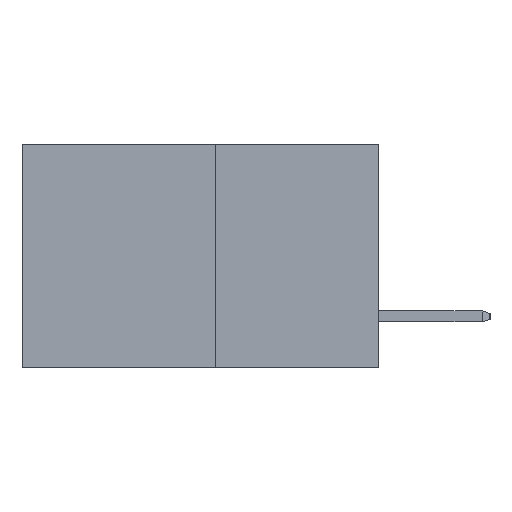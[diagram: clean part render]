
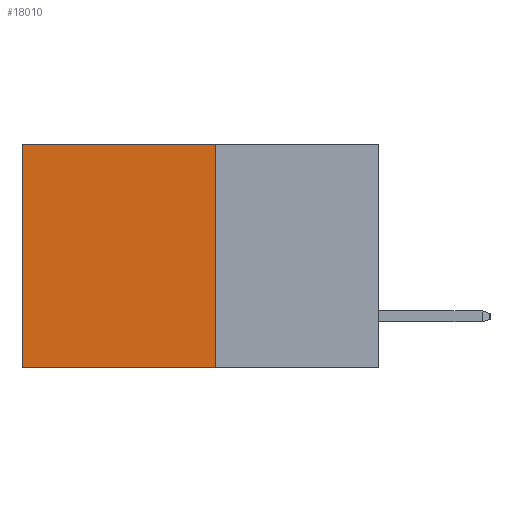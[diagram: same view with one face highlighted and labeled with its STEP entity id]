
A CAD part, left-side view. The second image highlights one B-rep face of the part: STEP entity #18010.
In plain terms, the highlighted planar face has unit normal (-1, 0, 0).
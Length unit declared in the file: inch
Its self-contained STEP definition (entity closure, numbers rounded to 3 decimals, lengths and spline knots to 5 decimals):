
#89 = CARTESIAN_POINT ( 'NONE',  ( 0.277, 0.27, -0.37 ) ) ;
#102 = ORIENTED_EDGE ( 'NONE', *, *, #17336, .F. ) ;
#461 = CARTESIAN_POINT ( 'NONE',  ( 0.277, 0.59, 0. ) ) ;
#2226 = LINE ( 'NONE', #7837, #25384 ) ;
#2649 = CARTESIAN_POINT ( 'NONE',  ( 0.277, 0.59, -0.37 ) ) ;
#3389 = PLANE ( 'NONE',  #22529 ) ;
#3452 = VECTOR ( 'NONE', #5862, 39.37008 ) ;
#5277 = VECTOR ( 'NONE', #18161, 39.37008 ) ;
#5862 = DIRECTION ( 'NONE',  ( 0., 1., 0. ) ) ;
#6888 = VERTEX_POINT ( 'NONE', #461 ) ;
#7837 = CARTESIAN_POINT ( 'NONE',  ( 0.277, 0.59, -0.37 ) ) ;
#7990 = DIRECTION ( 'NONE',  ( 1., 0., 0. ) ) ;
#11862 = VERTEX_POINT ( 'NONE', #11914 ) ;
#11914 = CARTESIAN_POINT ( 'NONE',  ( 0.277, 0.27, -0.37 ) ) ;
#12576 = EDGE_CURVE ( 'NONE', #22698, #6888, #20658, .T. ) ;
#12585 = CARTESIAN_POINT ( 'NONE',  ( 0.277, 0.27, 0. ) ) ;
#12801 = EDGE_LOOP ( 'NONE', ( #18882, #102, #16667, #13163 ) ) ;
#13163 = ORIENTED_EDGE ( 'NONE', *, *, #12576, .T. ) ;
#13367 = EDGE_CURVE ( 'NONE', #6888, #24100, #2226, .T. ) ;
#13762 = CARTESIAN_POINT ( 'NONE',  ( 0.277, 0.27, 0. ) ) ;
#14080 = LINE ( 'NONE', #21389, #25170 ) ;
#16667 = ORIENTED_EDGE ( 'NONE', *, *, #23366, .F. ) ;
#17336 = EDGE_CURVE ( 'NONE', #11862, #24100, #14080, .T. ) ;
#18010 = ADVANCED_FACE ( 'NONE', ( #24790 ), #3389, .F. ) ;
#18161 = DIRECTION ( 'NONE',  ( 0., 0., -1. ) ) ;
#18882 = ORIENTED_EDGE ( 'NONE', *, *, #13367, .T. ) ;
#20658 = LINE ( 'NONE', #12585, #3452 ) ;
#21198 = DIRECTION ( 'NONE',  ( 0., 0., -1. ) ) ;
#21354 = CARTESIAN_POINT ( 'NONE',  ( 0.277, 0.27, -0.37 ) ) ;
#21389 = CARTESIAN_POINT ( 'NONE',  ( 0.277, 0.27, -0.37 ) ) ;
#22529 = AXIS2_PLACEMENT_3D ( 'NONE', #21354, #7990, #23599 ) ;
#22698 = VERTEX_POINT ( 'NONE', #13762 ) ;
#23366 = EDGE_CURVE ( 'NONE', #22698, #11862, #28259, .T. ) ;
#23599 = DIRECTION ( 'NONE',  ( 0., 0., -1. ) ) ;
#24100 = VERTEX_POINT ( 'NONE', #2649 ) ;
#24790 = FACE_OUTER_BOUND ( 'NONE', #12801, .T. ) ;
#25170 = VECTOR ( 'NONE', #25747, 39.37008 ) ;
#25384 = VECTOR ( 'NONE', #21198, 39.37008 ) ;
#25747 = DIRECTION ( 'NONE',  ( 0., 1., 0. ) ) ;
#28259 = LINE ( 'NONE', #89, #5277 ) ;
